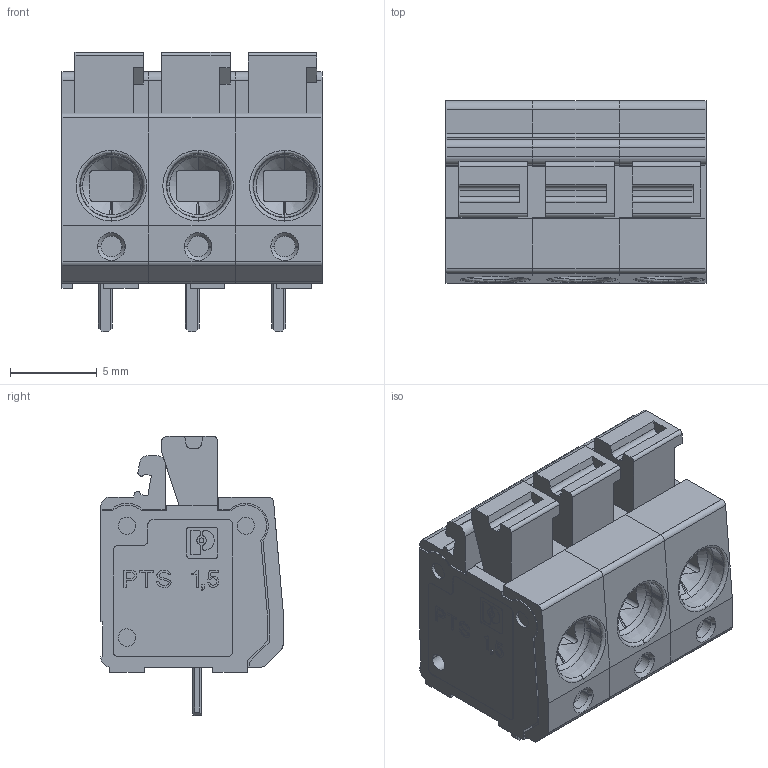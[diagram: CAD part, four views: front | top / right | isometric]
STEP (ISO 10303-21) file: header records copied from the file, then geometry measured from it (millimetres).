
FILE_DESCRIPTION(('STEP AP242'),'1');
FILE_NAME('1792876.stp','2023-05-16T06:09:34',('TraceParts'),('TraceParts S.A.'),'Spatial InterOp 3D',' ',' ');
FILE_SCHEMA(('AP242_MANAGED_MODEL_BASED_3D_ENGINEERING_MIM_LF {1 0 10303 442 1 1 4}'));
Length unit declared in the file: millimetre
Products named in the file (1): 1792876_1
Bounding box: 15 x 10.5 x 16.1 mm (x, y, z)
Volume: 1486.9 mm3; surface area: 2246.2 mm2
Topology: 7 solids, 7 shells, 994 faces, 2737 edges, 1810 vertices
Faces by surface type: plane 578, cylinder 305, cone 84, bspline 21, torus 6
Entity records: 55862 total; most frequent: CARTESIAN_POINT 9381, ORIENTED_EDGE 5474, DIRECTION 5266, STYLED_ITEM 3553, PRESENTATION_STYLE_ASSIGNMENT 3553, COLOUR_RGB 3553, EDGE_CURVE 2737, CURVE_STYLE 2552
